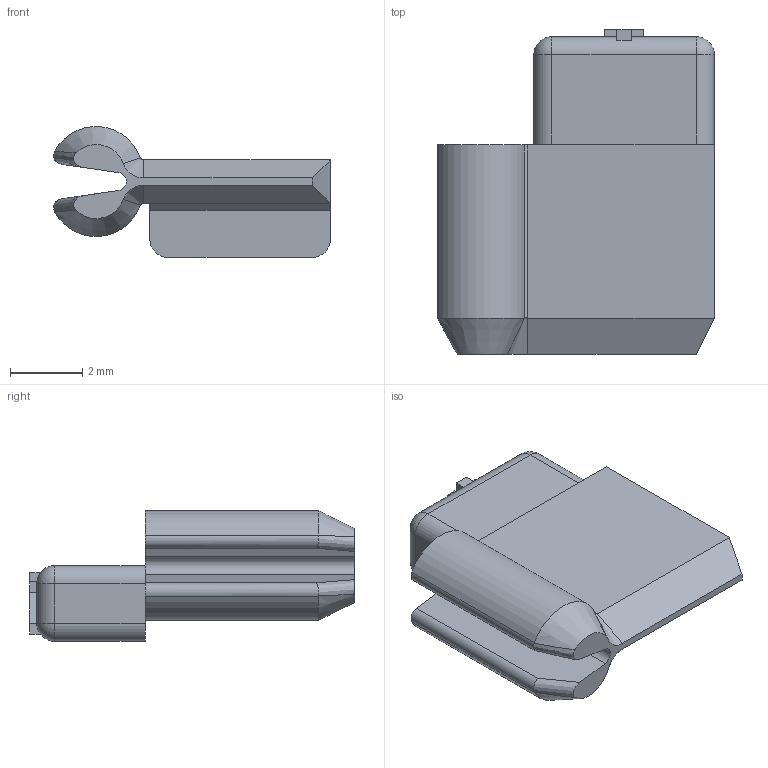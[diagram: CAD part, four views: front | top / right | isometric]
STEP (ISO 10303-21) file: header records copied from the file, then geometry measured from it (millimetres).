
FILE_DESCRIPTION((''),'2;1');
FILE_NAME('PDM-TK_NCF_ASM','2021-02-22T15:23:24',('jwisneski'),(''),'CREO PARAMETRIC BY PTC INC, 2017110','CREO PARAMETRIC BY PTC INC, 2017110','');
FILE_SCHEMA(('CONFIG_CONTROL_DESIGN'));
Length unit declared in the file: millimetre
Products named in the file (2): C31-1000_NCF; PDM-TK_NCF_ASM
Assembly tree (1 placements, depth 2):
  PDM-TK_NCF_ASM
    C31-1000_NCF
Bounding box: 7.66 x 9 x 3.62 mm (x, y, z)
Volume: 90.6 mm3; surface area: 197.6 mm2
Topology: 1 solids, 1 shells, 59 faces, 155 edges, 98 vertices
Faces by surface type: plane 34, cylinder 15, sphere 4, bspline 4, cone 2
Entity records: 2205 total; most frequent: CARTESIAN_POINT 718, ORIENTED_EDGE 310, DIRECTION 283, EDGE_CURVE 155, VECTOR 99, LINE 99, VERTEX_POINT 98, AXIS2_PLACEMENT_3D 92
